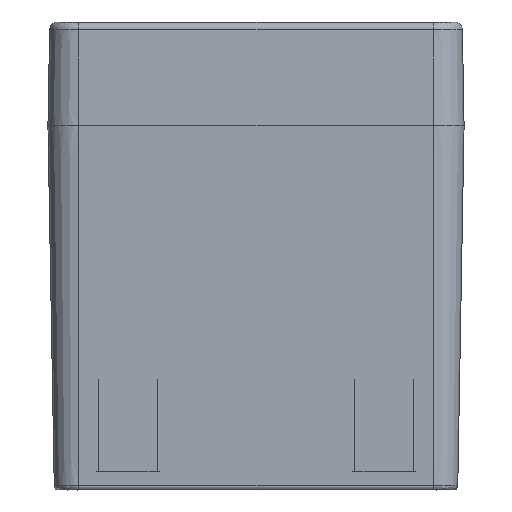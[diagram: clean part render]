
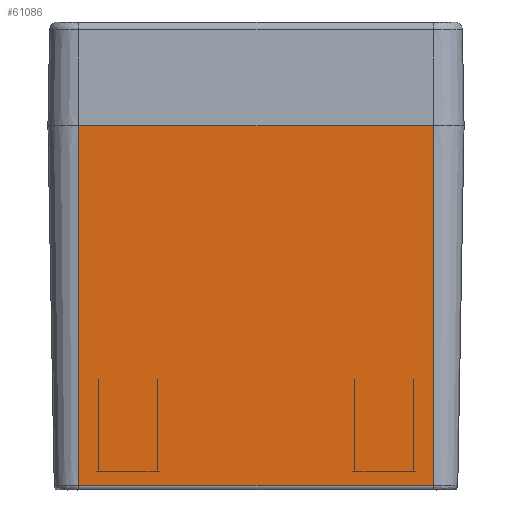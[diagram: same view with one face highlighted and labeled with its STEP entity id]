
A CAD part, left-side view. The second image highlights one B-rep face of the part: STEP entity #61086.
In plain terms, the highlighted planar face has unit normal (-1, 0, -0.018).
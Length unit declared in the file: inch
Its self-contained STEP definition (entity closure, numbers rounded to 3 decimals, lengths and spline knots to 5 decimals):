
#415 = EDGE_CURVE ( 'NONE', #20358, #16798, #11495, .T. ) ;
#758 = EDGE_CURVE ( 'NONE', #51197, #3091, #47000, .T. ) ;
#2307 = ORIENTED_EDGE ( 'NONE', *, *, #42853, .T. ) ;
#3091 = VERTEX_POINT ( 'NONE', #23300 ) ;
#3655 = DIRECTION ( 'NONE',  ( 0., 1., 0. ) ) ;
#3907 = AXIS2_PLACEMENT_3D ( 'NONE', #12414, #24894, #51872 ) ;
#4212 = CARTESIAN_POINT ( 'NONE',  ( -3.12138, 0.67421, -2.74464 ) ) ;
#8157 = DIRECTION ( 'NONE',  ( 0.017, 0., -1. ) ) ;
#11495 = LINE ( 'NONE', #34207, #79376 ) ;
#12414 = CARTESIAN_POINT ( 'NONE',  ( -3.16929, 1.34843, 0. ) ) ;
#15507 = EDGE_CURVE ( 'NONE', #16798, #51197, #31820, .T. ) ;
#16798 = VERTEX_POINT ( 'NONE', #71620 ) ;
#20358 = VERTEX_POINT ( 'NONE', #29699 ) ;
#20597 = ORIENTED_EDGE ( 'NONE', *, *, #758, .F. ) ;
#23300 = CARTESIAN_POINT ( 'NONE',  ( -3.16929, 1.34843, 0. ) ) ;
#24894 = DIRECTION ( 'NONE',  ( -1., 0., -0.017 ) ) ;
#27327 = FACE_OUTER_BOUND ( 'NONE', #67089, .T. ) ;
#29699 = CARTESIAN_POINT ( 'NONE',  ( -3.16929, -1.34843, 0. ) ) ;
#29713 = VECTOR ( 'NONE', #55778, 39.37008 ) ;
#31820 = LINE ( 'NONE', #4212, #68311 ) ;
#34207 = CARTESIAN_POINT ( 'NONE',  ( -346.08572, -1.34843, 19645.66929 ) ) ;
#40677 = ORIENTED_EDGE ( 'NONE', *, *, #415, .F. ) ;
#42853 = EDGE_CURVE ( 'NONE', #20358, #3091, #45617, .T. ) ;
#45617 = LINE ( 'NONE', #82112, #60787 ) ;
#47000 = LINE ( 'NONE', #74933, #29713 ) ;
#51085 = ORIENTED_EDGE ( 'NONE', *, *, #15507, .F. ) ;
#51197 = VERTEX_POINT ( 'NONE', #55327 ) ;
#51872 = DIRECTION ( 'NONE',  ( -0.017, 0., 1. ) ) ;
#55327 = CARTESIAN_POINT ( 'NONE',  ( -3.12138, 1.34843, -2.74464 ) ) ;
#55778 = DIRECTION ( 'NONE',  ( -0.017, 0., 1. ) ) ;
#60787 = VECTOR ( 'NONE', #62639, 39.37008 ) ;
#61086 = ADVANCED_FACE ( 'NONE', ( #27327 ), #63714, .T. ) ;
#62639 = DIRECTION ( 'NONE',  ( 0., 1., 0. ) ) ;
#63714 = PLANE ( 'NONE',  #3907 ) ;
#67089 = EDGE_LOOP ( 'NONE', ( #2307, #20597, #51085, #40677 ) ) ;
#68311 = VECTOR ( 'NONE', #3655, 39.37008 ) ;
#71620 = CARTESIAN_POINT ( 'NONE',  ( -3.12138, -1.34843, -2.74464 ) ) ;
#74933 = CARTESIAN_POINT ( 'NONE',  ( -346.08572, 1.34843, 19645.66929 ) ) ;
#79376 = VECTOR ( 'NONE', #8157, 39.37008 ) ;
#82112 = CARTESIAN_POINT ( 'NONE',  ( -3.16929, 1.34843, 0. ) ) ;
